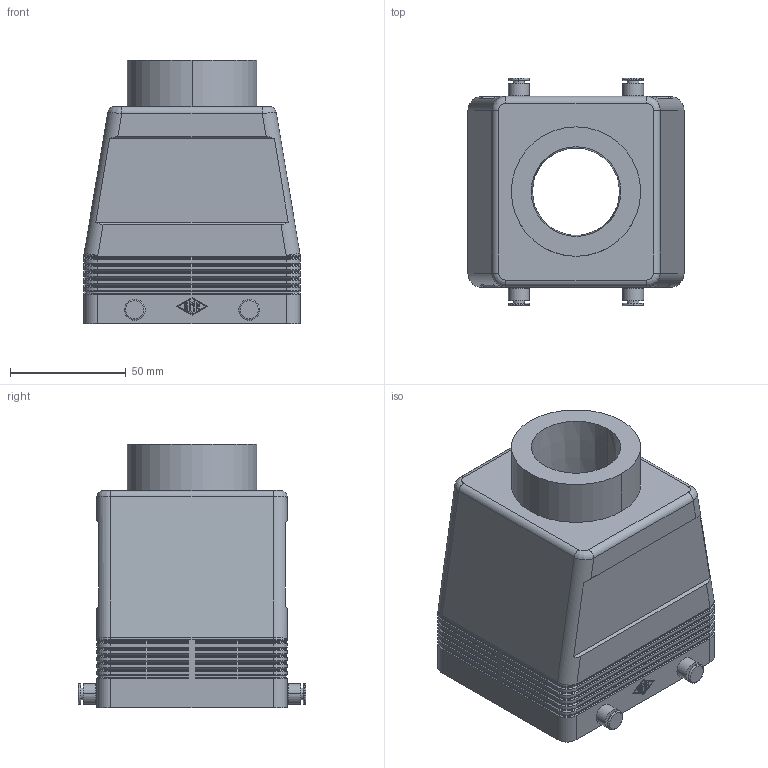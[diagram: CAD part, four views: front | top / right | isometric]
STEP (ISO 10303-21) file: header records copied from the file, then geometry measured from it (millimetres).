
FILE_DESCRIPTION(('Creo Elements/Direct Modeling STEP Export'),'2;1');
FILE_NAME('CHVT_32_7.stp','2012-12-19T13:47:31',(''),(''),'Creo Elements/Direct Modeling STEP processor for AP214 (Solid Model)','Creo Elements/Direct Modeling 18.0B 02-Dec-2011 (C) Parametric Technology GmbH','');
FILE_SCHEMA(('AUTOMOTIVE_DESIGN { 1 0 10303 214 1 1 1 1 }'));
Length unit declared in the file: millimetre
Products named in the file (2): CHV_32.42; CHV_32.42.stp
Assembly tree (1 placements, depth 2):
  CHV_32.42.stp
    CHV_32.42
Bounding box: 93.5 x 98.5 x 114 mm (x, y, z)
Volume: 178135 mm3; surface area: 81194.5 mm2
Topology: 1 solids, 1 shells, 511 faces, 1304 edges, 821 vertices
Faces by surface type: plane 275, cylinder 150, cone 66, torus 12, sphere 4, bspline 4
Entity records: 15321 total; most frequent: CARTESIAN_POINT 3013, ORIENTED_EDGE 2576, DIRECTION 2539, EDGE_CURVE 1288, VECTOR 877, LINE 877, AXIS2_PLACEMENT_3D 831, VERTEX_POINT 821
